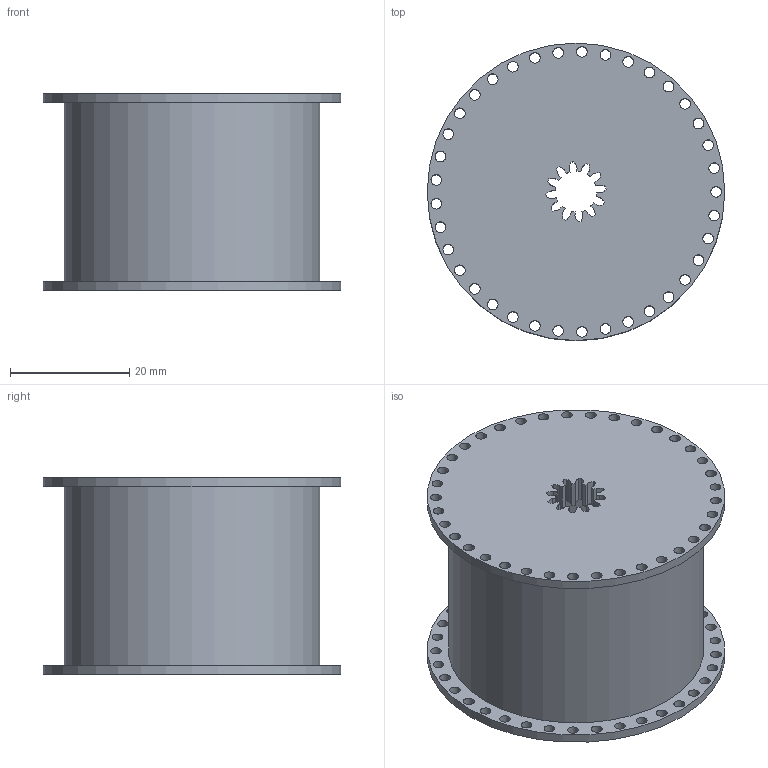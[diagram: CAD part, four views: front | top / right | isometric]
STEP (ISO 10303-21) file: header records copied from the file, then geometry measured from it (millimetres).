
FILE_DESCRIPTION(/* description */ ('STEP AP242','CAx-IF Rec.Pracs.---Representation and Presentation of Product Manufacturing Information (PMI)---4.0---2014-10-13','CAx-IF Rec.Pracs.---3D Tessellated Geometry---0.4---2014-09-14','2;1'),/* implementation_level */ '2;1');
FILE_NAME(/* name */ 'Split Flap Module - Character Drum',/* time_stamp */ '2025-02-16T18:00:14Z',/* author */ (''),/* organization */ (''),/* preprocessor_version */ 'ST-DEVELOPER v20',/* originating_system */ 'ONSHAPE BY PTC INC, 1.193',/* authorisation */ ' ');
FILE_SCHEMA (('AP242_MANAGED_MODEL_BASED_3D_ENGINEERING_MIM_LF { 1 0 10303 442 1 1 4 }'));
Length unit declared in the file: metre
Products named in the file (1): Character Drum
Bounding box: 50 x 50 x 33.1 mm (x, y, z)
Volume: 11861.5 mm3; surface area: 13838.3 mm2
Topology: 1 solids, 1 shells, 164 faces, 473 edges, 315 vertices
Faces by surface type: cylinder 94, plane 43, bspline 24, torus 3
Full cylindrical faces by diameter (mm): 1.8 x74, 28 x1, 39.75 x1, 42.95 x1, 50 x2
Entity records: 5586 total; most frequent: CARTESIAN_POINT 1273, DIRECTION 814, ORIENTED_EDGE 776, EDGE_LOOP 400, FACE_BOUND 400, EDGE_CURVE 388, AXIS2_PLACEMENT_3D 333, VERTEX_POINT 312
